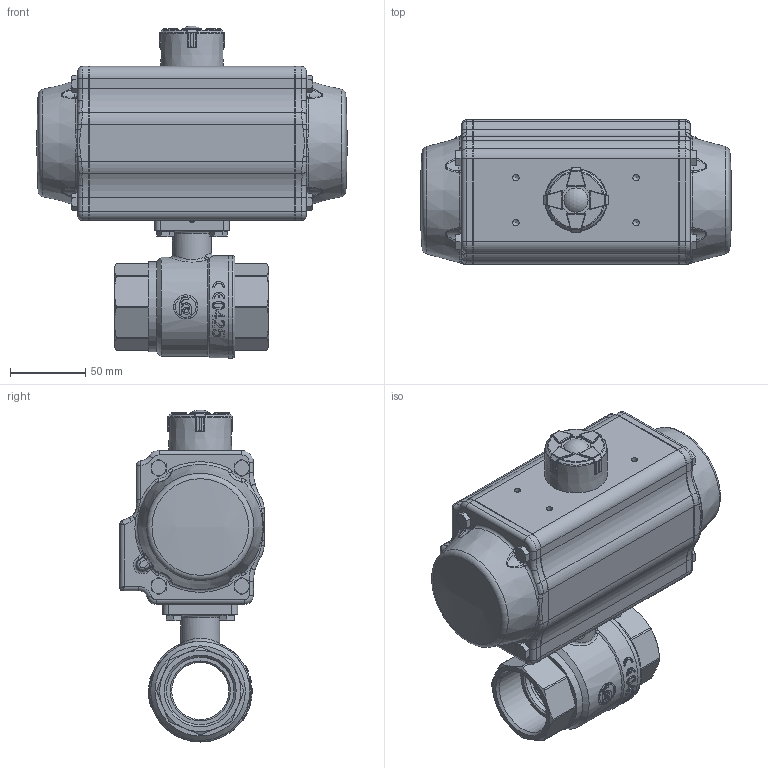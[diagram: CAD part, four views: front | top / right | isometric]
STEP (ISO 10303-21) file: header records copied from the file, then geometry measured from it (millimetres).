
FILE_DESCRIPTION(/* description */ ('Unknown'),/* implementation_level */ '2;1');
FILE_NAME(/* name */ 'FR03 0767-08',/* time_stamp */ '2022-10-17T12:10:47+02:00',/* author */ ('Unknown'),/* organization */ ('Unknown'),/* preprocessor_version */ 'ST-DEVELOPER v16.7',/* originating_system */ 'Solid Edge',/* authorisation */ 'Unknown');
FILE_SCHEMA (('AUTOMOTIVE_DESIGN {1 0 10303 214 3 1 1}'));
Length unit declared in the file: millimetre
Products named in the file (19): DW04_FR030767-08; 2.110.040_(767-08); LA0160#11040; OR0072#V43; SE0164#040; LA0161#040; OR0072#V31; LA0022#040; AT0042#36; RO0079#12; DIN 933 M6x18 A2-70 BLK_EDST; DW04_FR03_(DW70_FR52); ____; ________(___________; _____________; ______; hex head bolts-full thread grade c gb_GB_FASTENER_BOLT_HHBFTC M6X20-N; cup head nib bolts with large head gb_GB_FASTENER_BOLT_CHNBW M6X25-N; KP-75
Assembly tree (33 placements, depth 4):
  DW04_FR030767-08
    2.110.040_(767-08)
      LA0160#11040
      OR0072#V43  x2
      SE0164#040  x2
      LA0161#040
      OR0072#V31  x2
      LA0022#040
      AT0042#36
      RO0079#12
    DIN 933 M6x18 A2-70 BLK_EDST  x4
    DW04_FR03_(DW70_FR52)
      ____
        ________(___________  x2
        _____________  x2
        ______
      hex head bolts-full thread grade c gb_GB_FASTENER_BOLT_HHBFTC M6X20-N  x8
      cup head nib bolts with large head gb_GB_FASTENER_BOLT_CHNBW M6X25-N
      KP-75
Bounding box: 206.95 x 96 x 221.1 mm (x, y, z)
Volume: 1736980.8 mm3; surface area: 204703.2 mm2
Topology: 30 solids, 30 shells, 1420 faces, 3350 edges, 2051 vertices
Faces by surface type: plane 526, cylinder 414, cone 171, bspline 171, torus 118, sphere 20
Full cylindrical faces by diameter (mm): 2.672 x1, 3 x18, 3.3 x8, 4.2 x8, 4.66 x1, 5 x13, 6 x17, 6.2 x1, 6.8 x4, 7 x4, 8.8 x2, 10 x4, 12.8 x2, 13.876 x1, 15.7 x1, 15.98 x3, 16 x2, 16.1 x1, 19.5 x2, 20.5 x1, 21.8 x1, 22 x1, 24.6 x1, 26 x1, 27.5 x1, 32 x2, 38 x5, 38.5 x1, 41 x1, 44.845 x2
Entity records: 41911 total; most frequent: CARTESIAN_POINT 15674, DIRECTION 4860, ORIENTED_EDGE 4602, EDGE_CURVE 2301, AXIS2_PLACEMENT_3D 1984, VERTEX_POINT 1550, FACE_BOUND 1403, EDGE_LOOP 1374
